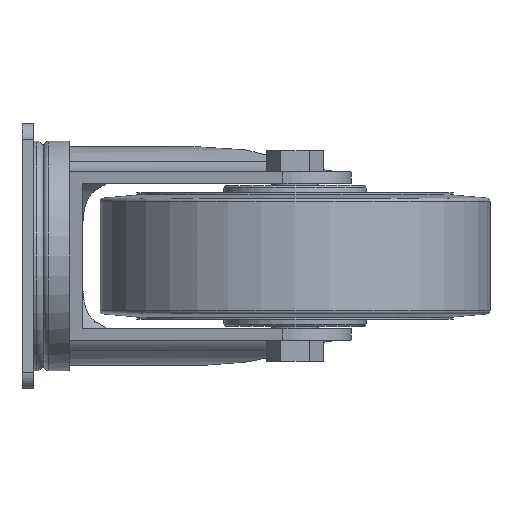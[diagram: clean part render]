
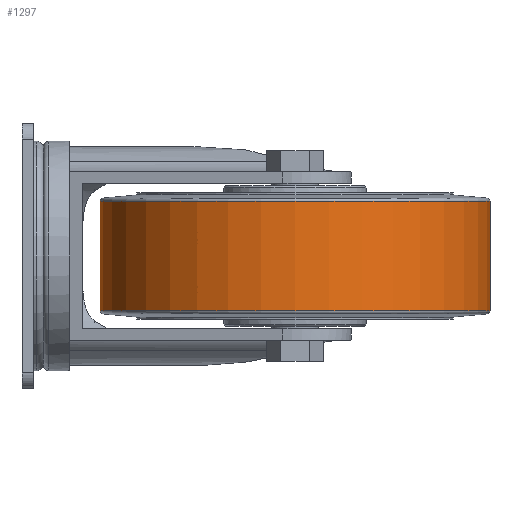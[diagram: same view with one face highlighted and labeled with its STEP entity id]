
A CAD part, left-side view. The second image highlights one B-rep face of the part: STEP entity #1297.
In plain terms, the highlighted cylindrical face has radius 62.5 mm (diameter 125 mm), a full revolution.
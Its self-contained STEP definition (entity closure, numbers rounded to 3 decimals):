
#555=ORIENTED_EDGE('',*,*,#731,.T.);
#556=ORIENTED_EDGE('',*,*,#730,.F.);
#730=EDGE_CURVE('',#853,#853,#920,.T.);
#731=EDGE_CURVE('',#854,#854,#921,.T.);
#853=VERTEX_POINT('',#2246);
#854=VERTEX_POINT('',#2249);
#920=CIRCLE('',#1456,62.5);
#921=CIRCLE('',#1458,62.5);
#1042=EDGE_LOOP('',(#555));
#1043=EDGE_LOOP('',(#556));
#1176=FACE_BOUND('',#1042,.T.);
#1177=FACE_BOUND('',#1043,.T.);
#1224=CYLINDRICAL_SURFACE('',#1457,62.5);
#1297=ADVANCED_FACE('',(#1176,#1177),#1224,.T.);
#1456=AXIS2_PLACEMENT_3D('',#2245,#1830,#1831);
#1457=AXIS2_PLACEMENT_3D('',#2247,#1832,#1833);
#1458=AXIS2_PLACEMENT_3D('',#2248,#1834,#1835);
#1830=DIRECTION('',(0.,0.,-1.));
#1831=DIRECTION('',(-1.,0.,0.));
#1832=DIRECTION('',(0.,0.,-1.));
#1833=DIRECTION('',(-1.,0.,0.));
#1834=DIRECTION('',(0.,0.,-1.));
#1835=DIRECTION('',(-1.,0.,0.));
#2245=CARTESIAN_POINT('',(0.,0.,-17.483));
#2246=CARTESIAN_POINT('',(-62.5,0.,-17.483));
#2247=CARTESIAN_POINT('',(0.,0.,-22.5));
#2248=CARTESIAN_POINT('',(0.,0.,17.483));
#2249=CARTESIAN_POINT('',(-62.5,0.,17.483));
